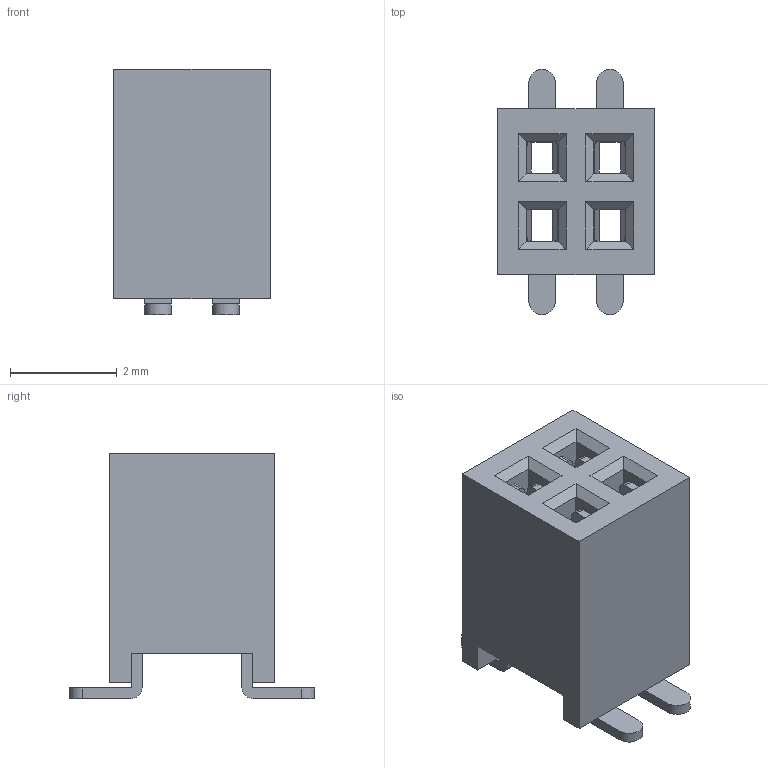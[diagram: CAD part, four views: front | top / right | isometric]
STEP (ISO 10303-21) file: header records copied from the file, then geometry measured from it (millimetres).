
FILE_DESCRIPTION(/* description */ ('Unknown'),/* implementation_level */ '2;1');
FILE_NAME(/* name */ '62300421021',/* time_stamp */ '2017-03-29T09:45:39+02:00',/* author */ ('Unknown'),/* organization */ ('Unknown'),/* preprocessor_version */ 'ST-DEVELOPER v16.7',/* originating_system */ 'DEX',/* authorisation */ $);
FILE_SCHEMA (('AUTOMOTIVE_DESIGN {1 0 10303 214 3 1 1}'));
Length unit declared in the file: millimetre
Products named in the file (3): 6230xx21021; 623x0421021_Housing; 623xxx21021_Pin
Assembly tree (5 placements, depth 2):
  6230xx21021
    623x0421021_Housing
    623xxx21021_Pin  x4
Bounding box: 2.94 x 4.6 x 4.6 mm (x, y, z)
Volume: 26.8 mm3; surface area: 205 mm2
Topology: 5 solids, 5 shells, 290 faces, 784 edges, 504 vertices
Faces by surface type: plane 174, cylinder 108, bspline 8
Entity records: 3402 total; most frequent: CARTESIAN_POINT 620, ORIENTED_EDGE 572, DIRECTION 546, EDGE_CURVE 286, LINE 226, VECTOR 226, VERTEX_POINT 186, AXIS2_PLACEMENT_3D 160
